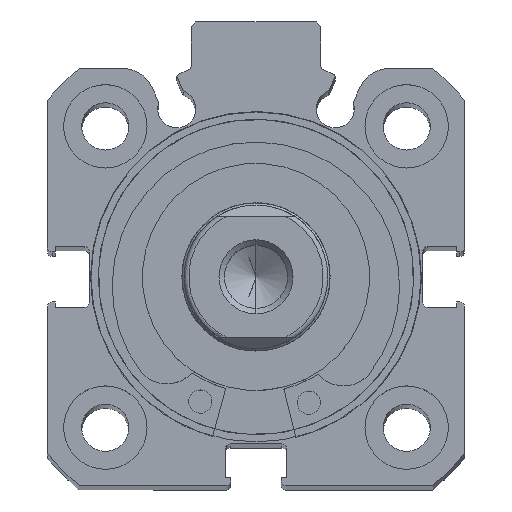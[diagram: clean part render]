
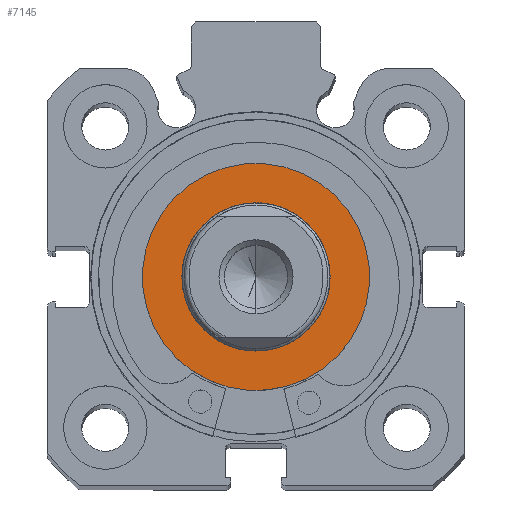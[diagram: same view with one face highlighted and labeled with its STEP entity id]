
A CAD part, top view. The second image highlights one B-rep face of the part: STEP entity #7145.
In plain terms, the highlighted face is planar.
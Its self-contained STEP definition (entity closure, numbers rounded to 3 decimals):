
#524 = CIRCLE ( 'NONE', #6902, 12.25 ) ;
#528 = CIRCLE ( 'NONE', #6904, 8. ) ;
#540 = CIRCLE ( 'NONE', #6911, 8. ) ;
#551 = CIRCLE ( 'NONE', #6914, 12.25 ) ;
#2146 = CARTESIAN_POINT ( 'NONE',  ( 0., 12.25, 0. ) ) ;
#2147 = PLANE ( 'NONE',  #5028 ) ;
#2148 = DIRECTION ( 'NONE',  ( 1., 0., 0. ) ) ;
#2149 = DIRECTION ( 'NONE',  ( 0., 0., -1. ) ) ;
#2449 = VERTEX_POINT ( 'NONE', #2735 ) ;
#2538 = VERTEX_POINT ( 'NONE', #2819 ) ;
#2543 = VERTEX_POINT ( 'NONE', #2824 ) ;
#2594 = VERTEX_POINT ( 'NONE', #2874 ) ;
#2735 = CARTESIAN_POINT ( 'NONE',  ( 0., 0., 12.25 ) ) ;
#2819 = CARTESIAN_POINT ( 'NONE',  ( 0., 0., -8. ) ) ;
#2824 = CARTESIAN_POINT ( 'NONE',  ( 0., 0., 8. ) ) ;
#2874 = CARTESIAN_POINT ( 'NONE',  ( 0., 0., -12.25 ) ) ;
#3240 = CARTESIAN_POINT ( 'NONE',  ( 0., 0., 0. ) ) ;
#3242 = DIRECTION ( 'NONE',  ( -1., 0., 0. ) ) ;
#3243 = DIRECTION ( 'NONE',  ( 0., 0., 1. ) ) ;
#3251 = CARTESIAN_POINT ( 'NONE',  ( 0., 0., 0. ) ) ;
#3253 = DIRECTION ( 'NONE',  ( -1., 0., 0. ) ) ;
#3254 = DIRECTION ( 'NONE',  ( 0., 0., 1. ) ) ;
#3275 = CARTESIAN_POINT ( 'NONE',  ( 0., 0., 0. ) ) ;
#3277 = DIRECTION ( 'NONE',  ( -1., 0., 0. ) ) ;
#3278 = DIRECTION ( 'NONE',  ( 0., 0., 1. ) ) ;
#3297 = CARTESIAN_POINT ( 'NONE',  ( 0., 0., 0. ) ) ;
#3299 = DIRECTION ( 'NONE',  ( -1., 0., 0. ) ) ;
#3300 = DIRECTION ( 'NONE',  ( 0., 0., 1. ) ) ;
#4440 = EDGE_LOOP ( 'NONE', ( #4789, #4788 ) ) ;
#4481 = EDGE_LOOP ( 'NONE', ( #4667, #4857 ) ) ;
#4667 = ORIENTED_EDGE ( 'NONE', *, *, #6376, .T. ) ;
#4788 = ORIENTED_EDGE ( 'NONE', *, *, #6379, .F. ) ;
#4789 = ORIENTED_EDGE ( 'NONE', *, *, #6388, .F. ) ;
#4857 = ORIENTED_EDGE ( 'NONE', *, *, #6396, .T. ) ;
#5028 = AXIS2_PLACEMENT_3D ( 'NONE', #2146, #2148, #2149 ) ;
#5502 = FACE_BOUND ( 'NONE', #4440, .T. ) ;
#5507 = FACE_OUTER_BOUND ( 'NONE', #4481, .T. ) ;
#6376 = EDGE_CURVE ( 'NONE', #2449, #2594, #524, .T. ) ;
#6379 = EDGE_CURVE ( 'NONE', #2538, #2543, #528, .T. ) ;
#6388 = EDGE_CURVE ( 'NONE', #2543, #2538, #540, .T. ) ;
#6396 = EDGE_CURVE ( 'NONE', #2594, #2449, #551, .T. ) ;
#6902 = AXIS2_PLACEMENT_3D ( 'NONE', #3240, #3242, #3243 ) ;
#6904 = AXIS2_PLACEMENT_3D ( 'NONE', #3251, #3253, #3254 ) ;
#6911 = AXIS2_PLACEMENT_3D ( 'NONE', #3275, #3277, #3278 ) ;
#6914 = AXIS2_PLACEMENT_3D ( 'NONE', #3297, #3299, #3300 ) ;
#7145 = ADVANCED_FACE ( 'NONE', ( #5502, #5507 ), #2147, .F. ) ;
